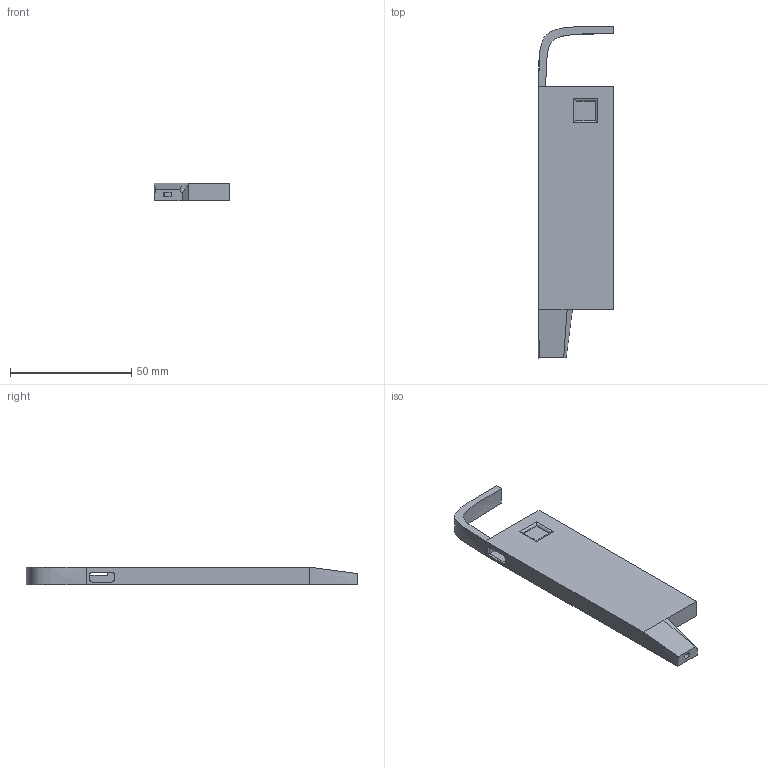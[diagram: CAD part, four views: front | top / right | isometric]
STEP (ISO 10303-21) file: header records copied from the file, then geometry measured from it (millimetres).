
FILE_DESCRIPTION(/* description */ (''),/* implementation_level */ '2;1');
FILE_NAME(/* name */ 'Glasses PCB Arm (No PCB) v1.step',/* time_stamp */ '2025-07-27T13:04:45-04:00',/* author */ (''),/* organization */ (''),/* preprocessor_version */ 'ST-DEVELOPER v20.1',/* originating_system */ 'Autodesk Translation Framework v14.10.0.0',/* authorisation */ '');
FILE_SCHEMA (('AUTOMOTIVE_DESIGN { 1 0 10303 214 3 1 1 }'));
Length unit declared in the file: millimetre
Products named in the file (1): Glasses PCB Arm (No PCB)
Bounding box: 31.21 x 137.17 x 7.34 mm (x, y, z)
Volume: 9136.7 mm3; surface area: 15995.3 mm2
Topology: 2 solids, 2 shells, 53 faces, 132 edges, 84 vertices
Faces by surface type: plane 31, cylinder 16, bspline 6
Entity records: 1663 total; most frequent: CARTESIAN_POINT 381, ORIENTED_EDGE 264, DIRECTION 241, EDGE_CURVE 132, LINE 101, VECTOR 101, VERTEX_POINT 84, AXIS2_PLACEMENT_3D 70
